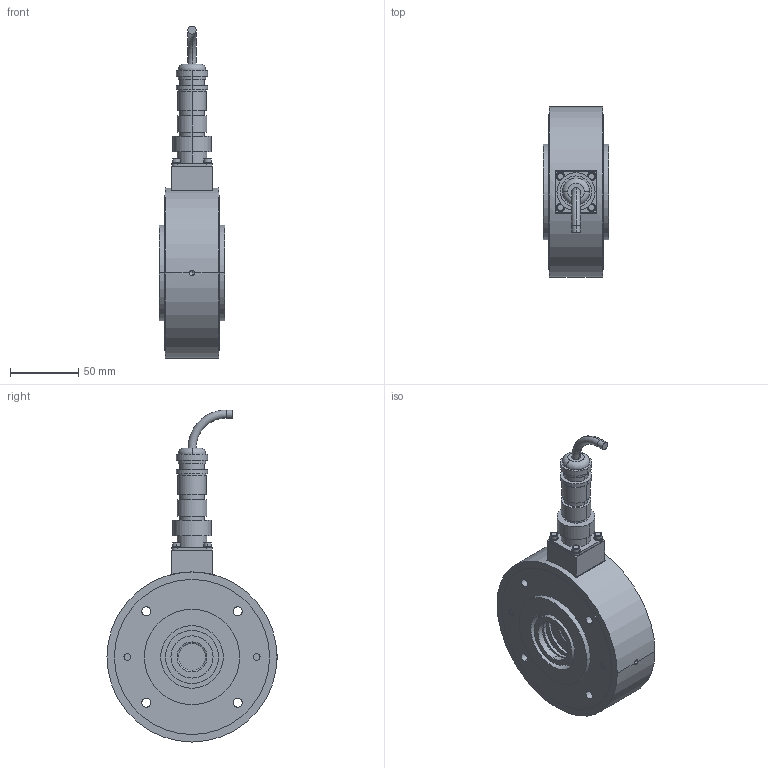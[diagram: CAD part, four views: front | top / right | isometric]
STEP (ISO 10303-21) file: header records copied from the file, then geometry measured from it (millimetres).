
FILE_DESCRIPTION((''),'2;1');
FILE_NAME('31101775_-.stp','2019-10-07T11:21:07',(''),(''),'Mechanical Desktop 2009','Mechanical Desktop 2009',', , ');
FILE_SCHEMA(('CONFIG_CONTROL_DESIGN'));
Length unit declared in the file: millimetre
Products named in the file (31): ZEICHNUNG3; ZEICHNUNG7; L50059; L4832404; L47956; TEIL1AAA; L47955; TEIL1; L49026; TEIL1AA; I-6KT_SCHRAUBE_M6X35NKA; I-6KT_SCHRAUBE_M6X35NK; I-6KT_SCHRAUBE_M3X25A; I-6KT_SCHRAUBE_M3X25; FEDERRING_M3; FEDERRING_M3A; SICHERUNGSRING_J52; SICHERUNGSRING_J52A; V_RING_V31A; V_RING_V32A; L4340303; TEIL1A; PENDELKUGELLAGER_1304TV; PENDELKUGELLAGER_1304TVA; KABELDOSE_PG_AMPH_4-POLA; KABELDOSE_PG_AMPH_4-POL; RM_SDBAA; FLANSCHDOSE_14S-2P_4-POLIG; FLANSCHDOSE_14S-2P_4-POLIGA; RM_SDBA; RM_SDB
Assembly tree (36 placements, depth 5):
  ZEICHNUNG3
    ZEICHNUNG7
      L50059
        L4832404
        L47956
          TEIL1AAA
        L47955
          TEIL1
        L49026
          TEIL1AA
        I-6KT_SCHRAUBE_M6X35NKA  x2
          I-6KT_SCHRAUBE_M6X35NK
        I-6KT_SCHRAUBE_M3X25A  x4
          I-6KT_SCHRAUBE_M3X25
        FEDERRING_M3  x4
          FEDERRING_M3A
        SICHERUNGSRING_J52
          SICHERUNGSRING_J52A
        V_RING_V31A
          V_RING_V32A
        L4340303  x2
          TEIL1A
        PENDELKUGELLAGER_1304TV
          PENDELKUGELLAGER_1304TVA
        KABELDOSE_PG_AMPH_4-POLA
          KABELDOSE_PG_AMPH_4-POL
    RM_SDBAA  x3
  FLANSCHDOSE_14S-2P_4-POLIG
  FLANSCHDOSE_14S-2P_4-POLIGA
  RM_SDBA
  RM_SDB
Bounding box: 48.1 x 125 x 244 mm (x, y, z)
Volume: 491672.4 mm3; surface area: 145642.8 mm2
Topology: 20 solids, 20 shells, 395 faces, 935 edges, 613 vertices
Faces by surface type: cylinder 244, plane 97, cone 28, torus 24, bspline 2
Entity records: 10308 total; most frequent: DIRECTION 1873, CARTESIAN_POINT 1765, ORIENTED_EDGE 1414, AXIS2_PLACEMENT_3D 811, EDGE_CURVE 707, VERTEX_POINT 469, CIRCLE 452, EDGE_LOOP 420
